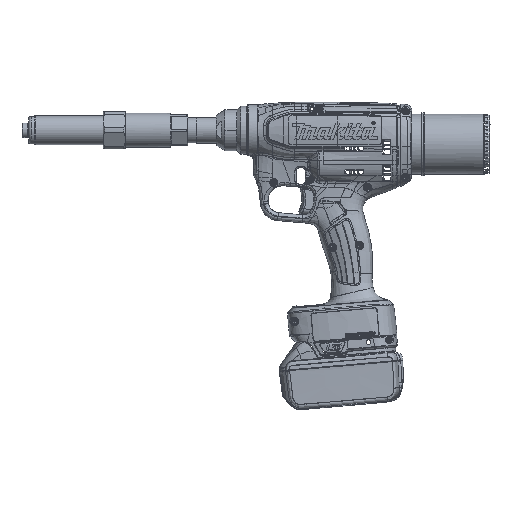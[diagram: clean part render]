
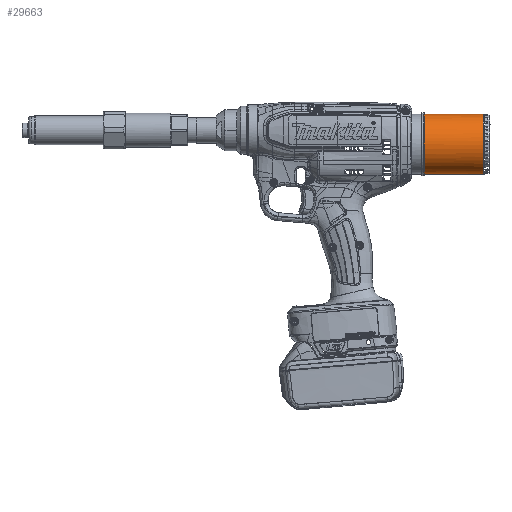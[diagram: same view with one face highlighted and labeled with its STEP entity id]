
A CAD part, top view. The second image highlights one B-rep face of the part: STEP entity #29663.
In plain terms, the highlighted cylindrical face has radius 28 mm (diameter 56 mm), a partial arc.
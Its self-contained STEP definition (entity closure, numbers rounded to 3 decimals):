
#2452=CYLINDRICAL_SURFACE('',#72933,28.);
#3966=FACE_OUTER_BOUND('',#32123,.T.);
#9604=B_SPLINE_CURVE_WITH_KNOTS('',3,(#236875,#236876,#236877,#236878,#236879,
#236880,#236881,#236882,#236883,#236884),.UNSPECIFIED.,.F.,.F.,(4,2,2,2,
4),(0.,0.25,0.5,0.75,1.),.UNSPECIFIED.);
#9605=B_SPLINE_CURVE_WITH_KNOTS('',3,(#236888,#236889,#236890,#236891,#236892,
#236893),.UNSPECIFIED.,.F.,.F.,(4,2,4),(0.,0.5,1.),.UNSPECIFIED.);
#9606=B_SPLINE_CURVE_WITH_KNOTS('',3,(#236895,#236896,#236897,#236898,#236899,
#236900),.UNSPECIFIED.,.F.,.F.,(4,2,4),(0.,0.5,1.),.UNSPECIFIED.);
#29663=ADVANCED_FACE('',(#3966),#2452,.T.);
#32123=EDGE_LOOP('',(#44236,#44237,#44238,#44239,#44240));
#33797=LINE('',#236872,#35513);
#33798=LINE('',#236886,#35514);
#35513=VECTOR('',#78441,1.);
#35514=VECTOR('',#78442,1.);
#44236=ORIENTED_EDGE('',*,*,#66351,.T.);
#44237=ORIENTED_EDGE('',*,*,#66352,.T.);
#44238=ORIENTED_EDGE('',*,*,#66353,.T.);
#44239=ORIENTED_EDGE('',*,*,#66354,.T.);
#44240=ORIENTED_EDGE('',*,*,#66355,.T.);
#55513=VERTEX_POINT('',#236873);
#55514=VERTEX_POINT('',#236874);
#55515=VERTEX_POINT('',#236885);
#55516=VERTEX_POINT('',#236887);
#55517=VERTEX_POINT('',#236894);
#66351=EDGE_CURVE('',#55513,#55514,#33797,.T.);
#66352=EDGE_CURVE('',#55514,#55515,#9604,.T.);
#66353=EDGE_CURVE('',#55515,#55516,#33798,.T.);
#66354=EDGE_CURVE('',#55516,#55517,#9605,.T.);
#66355=EDGE_CURVE('',#55517,#55513,#9606,.T.);
#72933=AXIS2_PLACEMENT_3D('',#236901,#78443,#78444);
#78441=DIRECTION('',(1.,0.,0.));
#78442=DIRECTION('',(-1.,0.,0.));
#78443=DIRECTION('',(-1.,0.,0.));
#78444=DIRECTION('',(0.,0.,1.));
#236872=CARTESIAN_POINT('',(134.239,-40.962,1.465));
#236873=CARTESIAN_POINT('',(106.629,-40.962,1.465));
#236874=CARTESIAN_POINT('',(161.85,-40.962,1.465));
#236875=CARTESIAN_POINT('',(161.85,-40.962,1.465));
#236876=CARTESIAN_POINT('',(161.85,-40.591,8.542));
#236877=CARTESIAN_POINT('',(161.85,-37.414,15.433));
#236878=CARTESIAN_POINT('',(161.85,-27.134,25.188));
#236879=CARTESIAN_POINT('',(161.85,-20.086,28.));
#236880=CARTESIAN_POINT('',(161.85,-5.914,28.));
#236881=CARTESIAN_POINT('',(161.85,1.134,25.188));
#236882=CARTESIAN_POINT('',(161.85,11.414,15.433));
#236883=CARTESIAN_POINT('',(161.85,14.591,8.542));
#236884=CARTESIAN_POINT('',(161.85,14.962,1.465));
#236885=CARTESIAN_POINT('',(161.85,14.962,1.465));
#236886=CARTESIAN_POINT('',(134.239,14.962,1.465));
#236887=CARTESIAN_POINT('',(106.629,14.962,1.465));
#236888=CARTESIAN_POINT('',(106.629,14.962,1.465));
#236889=CARTESIAN_POINT('',(106.629,14.591,8.542));
#236890=CARTESIAN_POINT('',(106.629,11.414,15.433));
#236891=CARTESIAN_POINT('',(106.629,1.134,25.188));
#236892=CARTESIAN_POINT('',(106.629,-5.914,28.));
#236893=CARTESIAN_POINT('',(106.629,-13.,28.));
#236894=CARTESIAN_POINT('',(106.629,-13.,28.));
#236895=CARTESIAN_POINT('',(106.629,-13.,28.));
#236896=CARTESIAN_POINT('',(106.629,-20.086,28.));
#236897=CARTESIAN_POINT('',(106.629,-27.134,25.188));
#236898=CARTESIAN_POINT('',(106.629,-37.414,15.433));
#236899=CARTESIAN_POINT('',(106.629,-40.591,8.542));
#236900=CARTESIAN_POINT('',(106.629,-40.962,1.465));
#236901=CARTESIAN_POINT('',(165.95,-13.,0.));
